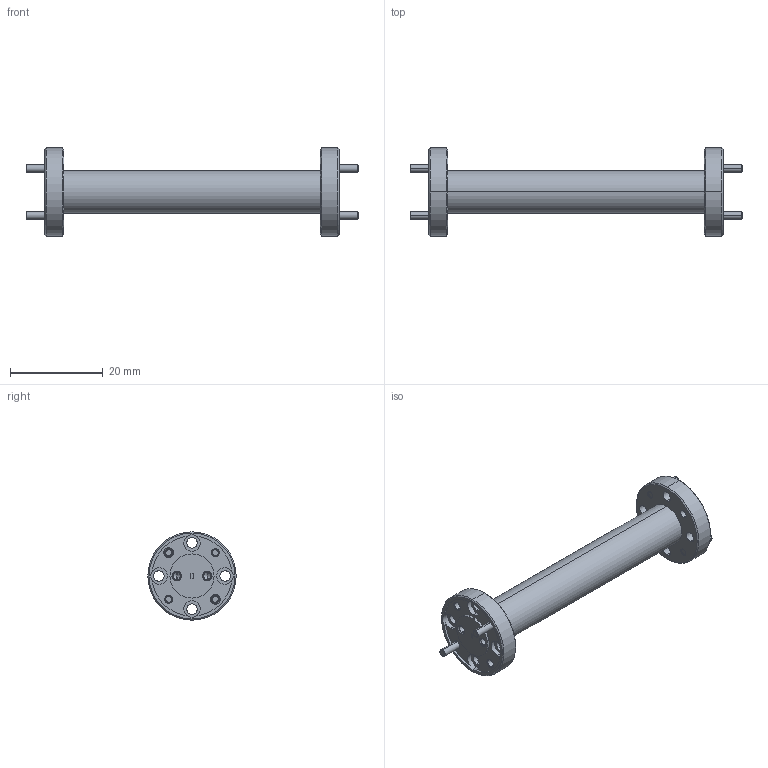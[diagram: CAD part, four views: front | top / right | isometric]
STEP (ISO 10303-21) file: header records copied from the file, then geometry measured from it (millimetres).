
FILE_DESCRIPTION (( 'STEP AP203' ), '1' );
FILE_NAME ('DEFEATURED STQ-WG-04025-F1-A-R.STEP', '2020-11-12T19:50:50', ( '' ), ( '' ), 'SwSTEP 2.0', 'SolidWorks 2020', '' );
FILE_SCHEMA (( 'CONFIG_CONTROL_DESIGN' ));
Length unit declared in the file: millimetre
Products named in the file (1): DEFEATURED STQ-WG-04025-F1-A-R
Bounding box: 71.63 x 19.05 x 19.05 mm (x, y, z)
Volume: 5579.9 mm3; surface area: 3677.2 mm2
Topology: 5 solids, 5 shells, 172 faces, 406 edges, 248 vertices
Faces by surface type: cylinder 82, cone 56, plane 34
Entity records: 5067 total; most frequent: DIRECTION 972, CARTESIAN_POINT 819, ORIENTED_EDGE 796, AXIS2_PLACEMENT_3D 401, EDGE_CURVE 398, VERTEX_POINT 248, CIRCLE 228, EDGE_LOOP 216
